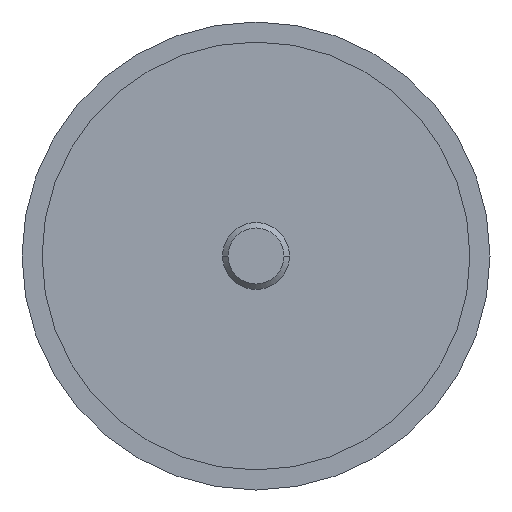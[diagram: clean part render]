
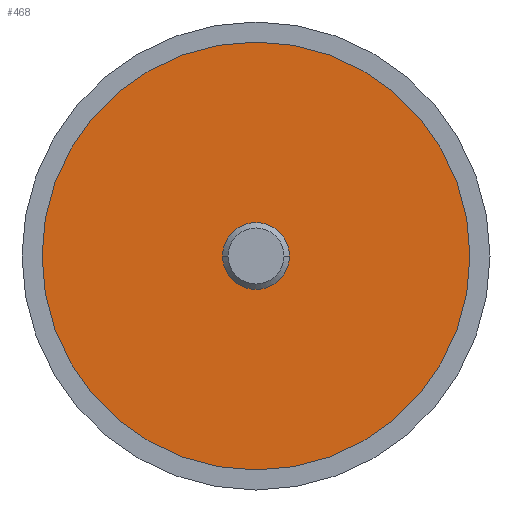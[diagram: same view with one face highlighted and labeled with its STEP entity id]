
A CAD part, front view. The second image highlights one B-rep face of the part: STEP entity #468.
In plain terms, the highlighted planar face has unit normal (0, -1, 0).
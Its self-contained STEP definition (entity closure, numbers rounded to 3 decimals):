
#242=VERTEX_POINT('',#598);
#338=VERTEX_POINT('',#708);
#340=VERTEX_POINT('',#710);
#414=EDGE_CURVE('',#340,#338,#794,.T.);
#422=VERTEX_POINT('',#802);
#430=EDGE_CURVE('',#422,#242,#812,.T.);
#454=EDGE_CURVE('',#338,#340,#837,.T.);
#468=ADVANCED_FACE('',(#851,#852),#853,.T.);
#514=EDGE_CURVE('',#242,#422,#911,.T.);
#598=CARTESIAN_POINT('',(32.0,0.0,0.0));
#708=CARTESIAN_POINT('',(5.0,0.0,0.));
#710=CARTESIAN_POINT('',(-5.0,0.0,0.));
#794=CIRCLE('',#1261,5.0);
#802=CARTESIAN_POINT('',(-32.0,0.0,0.));
#812=CIRCLE('',#1281,32.0);
#837=CIRCLE('',#1315,5.0);
#851=FACE_BOUND('',#1336,.T.);
#852=FACE_OUTER_BOUND('',#1337,.T.);
#853=PLANE('',#1338);
#911=CIRCLE('',#1407,32.0);
#1261=AXIS2_PLACEMENT_3D('',#1730,#1731,#1732);
#1281=AXIS2_PLACEMENT_3D('',#1752,#1753,#1754);
#1315=AXIS2_PLACEMENT_3D('',#1777,#1778,#1779);
#1336=EDGE_LOOP('',(#1792,#1793));
#1337=EDGE_LOOP('',(#1794,#1795));
#1338=AXIS2_PLACEMENT_3D('',#1796,#1797,#1798);
#1407=AXIS2_PLACEMENT_3D('',#1895,#1896,#1897);
#1730=CARTESIAN_POINT('',(0.0,0.0,0.0));
#1731=DIRECTION('',(-0.0,1.0,0.0));
#1732=DIRECTION('',(1.0,0.0,0.0));
#1752=CARTESIAN_POINT('',(0.0,0.0,0.0));
#1753=DIRECTION('',(0.0,-1.0,0.0));
#1754=DIRECTION('',(1.0,0.0,0.0));
#1777=CARTESIAN_POINT('',(0.0,0.0,0.0));
#1778=DIRECTION('',(-0.0,1.0,0.0));
#1779=DIRECTION('',(1.0,0.0,0.0));
#1792=ORIENTED_EDGE('',*,*,#414,.T.);
#1793=ORIENTED_EDGE('',*,*,#454,.T.);
#1794=ORIENTED_EDGE('',*,*,#514,.T.);
#1795=ORIENTED_EDGE('',*,*,#430,.T.);
#1796=CARTESIAN_POINT('',(0.0,0.0,0.0));
#1797=DIRECTION('',(0.0,-1.0,0.0));
#1798=DIRECTION('',(-1.0,0.0,0.0));
#1895=CARTESIAN_POINT('',(0.0,0.0,0.0));
#1896=DIRECTION('',(0.0,-1.0,0.0));
#1897=DIRECTION('',(1.0,0.0,0.0));
